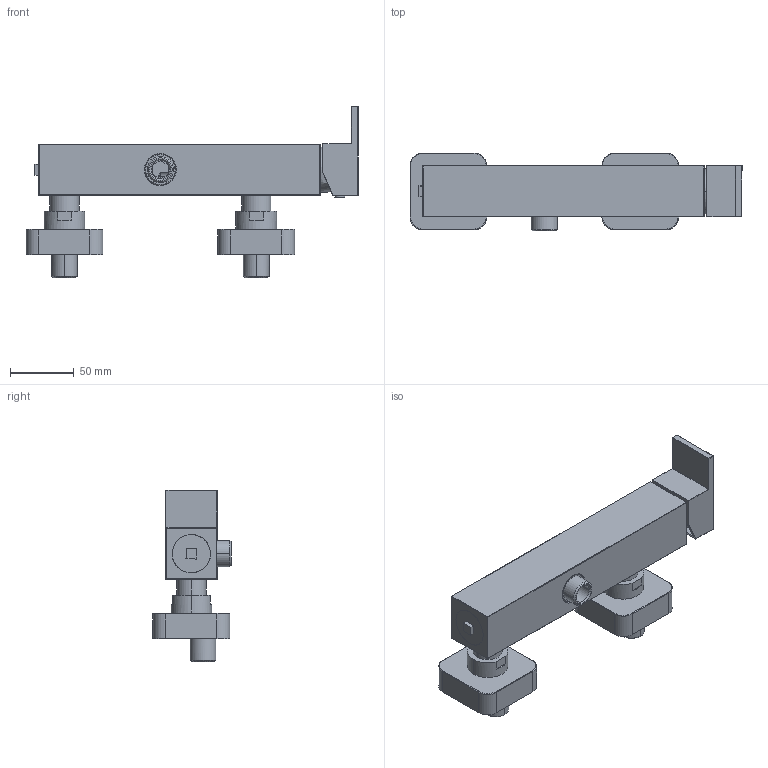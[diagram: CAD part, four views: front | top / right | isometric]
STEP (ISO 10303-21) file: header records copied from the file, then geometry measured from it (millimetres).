
FILE_DESCRIPTION (( 'STEP AP214' ), '1' );
FILE_NAME ('QUA.0011 3D.STEP', '2023-05-11T15:12:23', ( '' ), ( '' ), 'SwSTEP 2.0', 'SolidWorks 2022', '' );
FILE_SCHEMA (( 'AUTOMOTIVE_DESIGN' ));
Length unit declared in the file: millimetre
Products named in the file (11): QUA.0011 3D; 0004-PORCA_Ø31.8X14MM_000000000000; 0004-TAMPA_CORPO_DUCHE_000000000000; 0004-KIT_EXCENTRICO_QUADRADO_ESPELHO_60X60_000000000000; 0004-KIT_EXCENTRICO_QUADRADO_EXCENTRICO_000000000000; 0004-CASQUILHO_G1_2_G1_2_2X23MM_000000000000; Corpo duche.; 0004-CASQUILHO_AUMENTO_Ø22.8X21.4MM_000000000000; manipulo duche; Tapa cartucho Ø37x10 para quadrada; 0004-TAMPA_PERNO_000000000000
Assembly tree (14 placements, depth 2):
  QUA.0011 3D
    0004-CASQUILHO_AUMENTO_Ø22.8X21.4MM_000000000000  x2
    0004-KIT_EXCENTRICO_QUADRADO_EXCENTRICO_000000000000  x2
    0004-PORCA_Ø31.8X14MM_000000000000  x2
    0004-CASQUILHO_G1_2_G1_2_2X23MM_000000000000
    0004-KIT_EXCENTRICO_QUADRADO_ESPELHO_60X60_000000000000  x2
    0004-TAMPA_PERNO_000000000000
    manipulo duche
    0004-TAMPA_CORPO_DUCHE_000000000000
    Corpo duche.
    Tapa cartucho Ø37x10 para quadrada
Bounding box: 259.5 x 61 x 134.07 mm (x, y, z)
Volume: 367729 mm3; surface area: 130684.4 mm2
Topology: 14 solids, 14 shells, 387 faces, 862 edges, 508 vertices
Faces by surface type: cylinder 158, plane 133, cone 54, bspline 42
Entity records: 9749 total; most frequent: CARTESIAN_POINT 2603, DIRECTION 1455, ORIENTED_EDGE 1292, EDGE_CURVE 646, AXIS2_PLACEMENT_3D 568, VERTEX_POINT 390, EDGE_LOOP 348, VECTOR 319
